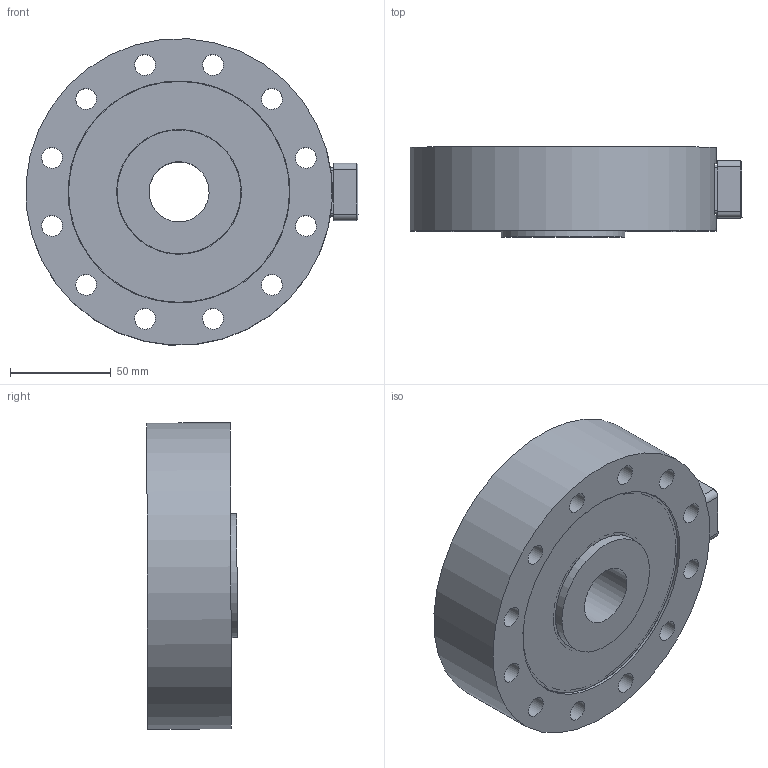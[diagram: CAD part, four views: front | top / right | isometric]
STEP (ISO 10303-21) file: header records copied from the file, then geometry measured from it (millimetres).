
FILE_DESCRIPTION((''),'2;1');
FILE_NAME('LCF500.stp','2010-10-29T10:48:24',('thomasl'),(''),'Autodesk Inventor 2008','Autodesk Inventor 2008','');
FILE_SCHEMA(('AUTOMOTIVE_DESIGN { 1 0 10303 214 1 1 1 1 }'));
Length unit declared in the file: inch
Products named in the file (2): LCF500; ~PART1
Assembly tree (1 placements, depth 2):
  LCF500
    ~PART1
Bounding box: 164.45 x 44.83 x 151.76 mm (x, y, z)
Volume: 616567.9 mm3; surface area: 109849.7 mm2
Topology: 1 solids, 12 shells, 225 faces, 476 edges, 312 vertices
Faces by surface type: plane 107, cylinder 82, cone 26, bspline 10
Full cylindrical faces by diameter (mm): 1.524 x6, 1.778 x6, 2.261 x4, 2.845 x8, 3.175 x4, 3.302 x4, 4.648 x4, 10.312 x12, 13.97 x1, 14.554 x1, 14.986 x1, 15.875 x1, 17.45 x1, 17.475 x1, 29.766 x1, 61.392 x2, 61.9 x2, 64.516 x2, 106.934 x2, 109.474 x2, 109.982 x2, 114.808 x1, 146.812 x1, 151.892 x1
Entity records: 6044 total; most frequent: CARTESIAN_POINT 1614, DIRECTION 944, ORIENTED_EDGE 696, AXIS2_PLACEMENT_3D 410, EDGE_LOOP 398, EDGE_CURVE 348, VERTEX_POINT 282, FACE_OUTER_BOUND 225
